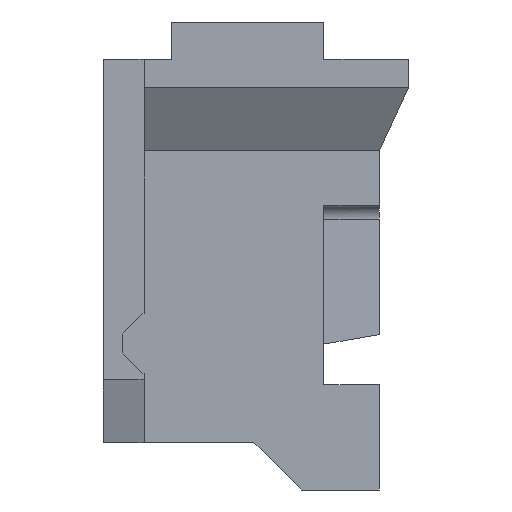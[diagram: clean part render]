
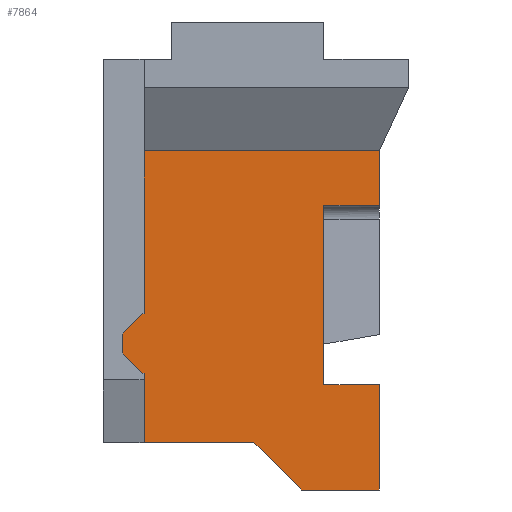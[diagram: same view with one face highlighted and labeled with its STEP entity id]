
A CAD part, left-side view. The second image highlights one B-rep face of the part: STEP entity #7864.
In plain terms, the highlighted planar face has unit normal (-1, 0, 0).
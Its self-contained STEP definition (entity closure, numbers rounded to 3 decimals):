
#322=ORIENTED_EDGE('',*,*,#2667,.F.);
#323=ORIENTED_EDGE('',*,*,#2668,.T.);
#324=ORIENTED_EDGE('',*,*,#2669,.T.);
#325=ORIENTED_EDGE('',*,*,#2660,.F.);
#326=ORIENTED_EDGE('',*,*,#2670,.F.);
#327=ORIENTED_EDGE('',*,*,#2671,.F.);
#328=ORIENTED_EDGE('',*,*,#2672,.T.);
#329=ORIENTED_EDGE('',*,*,#2567,.T.);
#330=ORIENTED_EDGE('',*,*,#2673,.F.);
#331=ORIENTED_EDGE('',*,*,#2674,.T.);
#332=ORIENTED_EDGE('',*,*,#2675,.T.);
#333=ORIENTED_EDGE('',*,*,#2595,.T.);
#334=ORIENTED_EDGE('',*,*,#2676,.F.);
#335=ORIENTED_EDGE('',*,*,#2664,.F.);
#336=ORIENTED_EDGE('',*,*,#2677,.F.);
#337=ORIENTED_EDGE('',*,*,#2678,.T.);
#2567=EDGE_CURVE('',#3735,#3741,#4497,.T.);
#2595=EDGE_CURVE('',#3767,#3685,#4525,.T.);
#2660=EDGE_CURVE('',#3827,#3828,#4574,.T.);
#2664=EDGE_CURVE('',#3831,#3832,#4578,.T.);
#2667=EDGE_CURVE('',#3834,#3835,#4581,.T.);
#2668=EDGE_CURVE('',#3834,#3836,#4582,.T.);
#2669=EDGE_CURVE('',#3836,#3828,#4583,.T.);
#2670=EDGE_CURVE('',#3837,#3827,#4584,.T.);
#2671=EDGE_CURVE('',#3838,#3837,#4585,.T.);
#2672=EDGE_CURVE('',#3838,#3735,#4586,.T.);
#2673=EDGE_CURVE('',#3839,#3741,#4587,.T.);
#2674=EDGE_CURVE('',#3839,#3840,#4588,.T.);
#2675=EDGE_CURVE('',#3840,#3767,#4589,.T.);
#2676=EDGE_CURVE('',#3832,#3685,#4590,.T.);
#2677=EDGE_CURVE('',#3841,#3831,#4591,.T.);
#2678=EDGE_CURVE('',#3841,#3835,#4592,.T.);
#3685=VERTEX_POINT('',#10891);
#3735=VERTEX_POINT('',#10999);
#3741=VERTEX_POINT('',#11011);
#3767=VERTEX_POINT('',#11070);
#3827=VERTEX_POINT('',#11196);
#3828=VERTEX_POINT('',#11198);
#3831=VERTEX_POINT('',#11204);
#3832=VERTEX_POINT('',#11206);
#3834=VERTEX_POINT('',#11212);
#3835=VERTEX_POINT('',#11213);
#3836=VERTEX_POINT('',#11215);
#3837=VERTEX_POINT('',#11218);
#3838=VERTEX_POINT('',#11220);
#3839=VERTEX_POINT('',#11223);
#3840=VERTEX_POINT('',#11225);
#3841=VERTEX_POINT('',#11229);
#4497=LINE('',#11012,#5627);
#4525=LINE('',#11069,#5655);
#4574=LINE('',#11197,#5704);
#4578=LINE('',#11205,#5708);
#4581=LINE('',#11211,#5711);
#4582=LINE('',#11214,#5712);
#4583=LINE('',#11216,#5713);
#4584=LINE('',#11217,#5714);
#4585=LINE('',#11219,#5715);
#4586=LINE('',#11221,#5716);
#4587=LINE('',#11222,#5717);
#4588=LINE('',#11224,#5718);
#4589=LINE('',#11226,#5719);
#4590=LINE('',#11227,#5720);
#4591=LINE('',#11228,#5721);
#4592=LINE('',#11230,#5722);
#5627=VECTOR('',#8867,1000.);
#5655=VECTOR('',#8903,1000.);
#5704=VECTOR('',#8988,1000.);
#5708=VECTOR('',#8992,1000.);
#5711=VECTOR('',#8997,1000.);
#5712=VECTOR('',#8998,1000.);
#5713=VECTOR('',#8999,1000.);
#5714=VECTOR('',#9000,1000.);
#5715=VECTOR('',#9001,1000.);
#5716=VECTOR('',#9002,1000.);
#5717=VECTOR('',#9003,1000.);
#5718=VECTOR('',#9004,1000.);
#5719=VECTOR('',#9005,1000.);
#5720=VECTOR('',#9006,1000.);
#5721=VECTOR('',#9007,1000.);
#5722=VECTOR('',#9008,1000.);
#6652=EDGE_LOOP('',(#322,#323,#324,#325,#326,#327,#328,#329,#330,#331,#332,
#333,#334,#335,#336,#337));
#7064=FACE_BOUND('',#6652,.T.);
#7476=PLANE('',#8299);
#7864=ADVANCED_FACE('',(#7064),#7476,.F.);
#8299=AXIS2_PLACEMENT_3D('',#11210,#8995,#8996);
#8867=DIRECTION('',(0.,0.,1.));
#8903=DIRECTION('',(0.,0.,1.));
#8988=DIRECTION('',(0.,0.,1.));
#8992=DIRECTION('',(0.,0.,1.));
#8995=DIRECTION('',(1.,0.,0.));
#8996=DIRECTION('',(0.,0.,-1.));
#8997=DIRECTION('',(0.,0.,1.));
#8998=DIRECTION('',(0.,-0.707,-0.707));
#8999=DIRECTION('',(0.,-1.,0.));
#9000=DIRECTION('',(0.,1.,0.));
#9001=DIRECTION('',(0.,0.707,0.707));
#9002=DIRECTION('',(0.,-1.,0.));
#9003=DIRECTION('',(0.,-1.,0.));
#9004=DIRECTION('',(0.,0.,1.));
#9005=DIRECTION('',(0.,-1.,0.));
#9006=DIRECTION('',(0.,-1.,0.));
#9007=DIRECTION('',(0.,-1.,0.));
#9008=DIRECTION('',(0.,0.707,-0.707));
#10891=CARTESIAN_POINT('',(-8.3,-1.52,1.2));
#10999=CARTESIAN_POINT('',(-8.3,-1.52,-3.8));
#11011=CARTESIAN_POINT('',(-8.3,-1.52,-2.25));
#11012=CARTESIAN_POINT('',(-8.3,-1.52,-3.8));
#11069=CARTESIAN_POINT('',(-8.3,-1.52,-3.8));
#11070=CARTESIAN_POINT('',(-8.3,-1.52,0.395));
#11196=CARTESIAN_POINT('',(-8.3,1.95,-3.1));
#11197=CARTESIAN_POINT('',(-8.3,1.95,-3.1));
#11198=CARTESIAN_POINT('',(-8.3,1.95,-2.08));
#11204=CARTESIAN_POINT('',(-8.3,1.95,-1.2));
#11205=CARTESIAN_POINT('',(-8.3,1.95,-3.1));
#11206=CARTESIAN_POINT('',(-8.3,1.95,1.2));
#11210=CARTESIAN_POINT('',(-8.3,17.874,-3.8));
#11211=CARTESIAN_POINT('',(-8.3,2.27,-2.08));
#11212=CARTESIAN_POINT('',(-8.3,2.27,-1.78));
#11213=CARTESIAN_POINT('',(-8.3,2.27,-1.5));
#11214=CARTESIAN_POINT('',(-8.3,2.27,-1.78));
#11215=CARTESIAN_POINT('',(-8.3,1.97,-2.08));
#11216=CARTESIAN_POINT('',(-8.3,2.27,-2.08));
#11217=CARTESIAN_POINT('',(-8.3,0.33,-3.1));
#11218=CARTESIAN_POINT('',(-8.3,0.33,-3.1));
#11219=CARTESIAN_POINT('',(-8.3,-0.37,-3.8));
#11220=CARTESIAN_POINT('',(-8.3,-0.37,-3.8));
#11221=CARTESIAN_POINT('',(-8.3,17.874,-3.8));
#11222=CARTESIAN_POINT('',(-8.3,-0.7,-2.25));
#11223=CARTESIAN_POINT('',(-8.3,-0.7,-2.25));
#11224=CARTESIAN_POINT('',(-8.3,-0.7,-2.25));
#11225=CARTESIAN_POINT('',(-8.3,-0.7,0.395));
#11226=CARTESIAN_POINT('',(-8.3,-0.7,0.395));
#11227=CARTESIAN_POINT('',(-8.3,17.874,1.2));
#11228=CARTESIAN_POINT('',(-8.3,2.27,-1.2));
#11229=CARTESIAN_POINT('',(-8.3,1.97,-1.2));
#11230=CARTESIAN_POINT('',(-8.3,2.27,-1.5));
